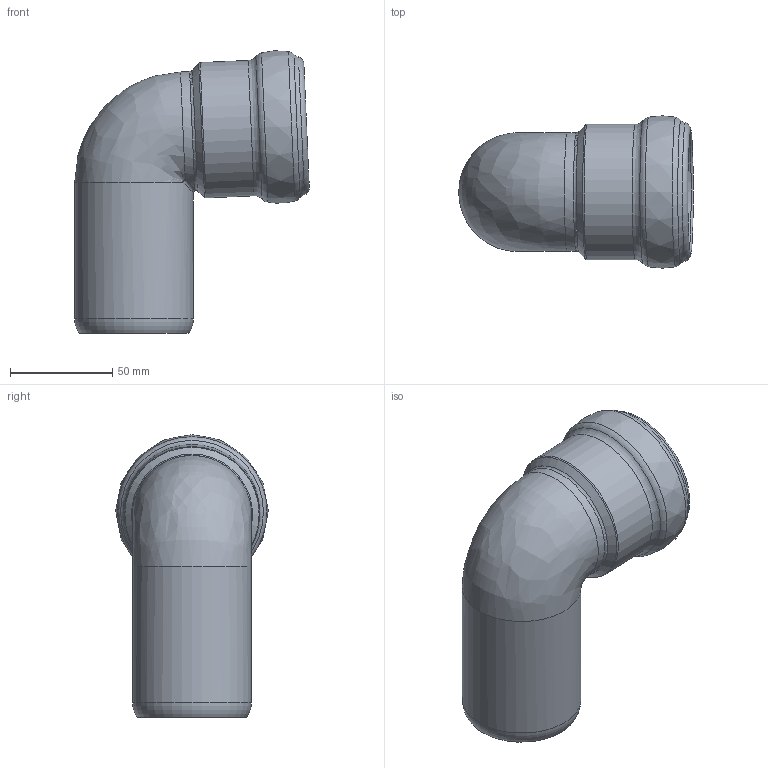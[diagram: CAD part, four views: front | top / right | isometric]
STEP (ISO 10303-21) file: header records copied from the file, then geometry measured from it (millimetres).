
FILE_DESCRIPTION(/* description */ (''),/* implementation_level */ '2;1');
FILE_NAME(/* name */ '332140 SKOLANsafeB Bogen DN_OD 58_87°.stp',/* time_stamp */ '2018-01-09T09:04:26+01:00',/* author */ ('user1'),/* organization */ (''),/* preprocessor_version */ 'ST-DEVELOPER v16.1',/* originating_system */ 'Autodesk Inventor 2016',/* authorisation */ '');
FILE_SCHEMA (('AUTOMOTIVE_DESIGN { 1 0 10303 214 3 1 1 }'));
Length unit declared in the file: millimetre
Products named in the file (1): 332140 SKOLANsafeB Bogen DN_OD 58_87°
Bounding box: 114.95 x 74.7 x 138.4 mm (x, y, z)
Volume: 126500.5 mm3; surface area: 65580 mm2
Topology: 1 solids, 1 shells, 32 faces, 72 edges, 39 vertices
Faces by surface type: torus 15, cylinder 8, cone 4, bspline 4, plane 1
Full cylindrical faces by diameter (mm): 50.2 x2, 58.2 x1, 58.8 x1, 59 x1, 66.4 x1, 67.9 x1
Entity records: 881 total; most frequent: CARTESIAN_POINT 285, DIRECTION 130, ORIENTED_EDGE 80, AXIS2_PLACEMENT_3D 65, EDGE_LOOP 59, EDGE_CURVE 40, VERTEX_POINT 35, CIRCLE 33
